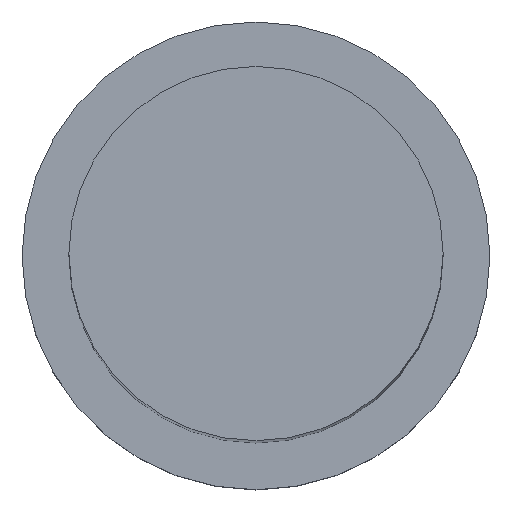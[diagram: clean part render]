
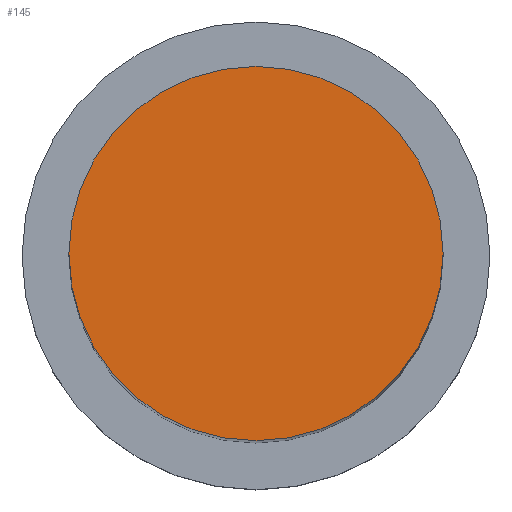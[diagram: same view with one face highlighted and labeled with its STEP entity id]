
A CAD part, top view. The second image highlights one B-rep face of the part: STEP entity #145.
In plain terms, the highlighted planar face has unit normal (0, 0, 1).
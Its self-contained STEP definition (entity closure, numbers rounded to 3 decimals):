
#4 = DIRECTION ( 'NONE',  ( 0., 0., 1. ) ) ;
#6 = DIRECTION ( 'NONE',  ( 0., 0., 1. ) ) ;
#20 = DIRECTION ( 'NONE',  ( 1., 0., 0. ) ) ;
#23 = FACE_OUTER_BOUND ( 'NONE', #74, .T. ) ;
#39 = AXIS2_PLACEMENT_3D ( 'NONE', #163, #155, #247 ) ;
#53 = ORIENTED_EDGE ( 'NONE', *, *, #157, .T. ) ;
#57 = CARTESIAN_POINT ( 'NONE',  ( 0., 0., 125. ) ) ;
#71 = PLANE ( 'NONE',  #111 ) ;
#74 = EDGE_LOOP ( 'NONE', ( #188, #53 ) ) ;
#75 = DIRECTION ( 'NONE',  ( 1., 0., 0. ) ) ;
#90 = VERTEX_POINT ( 'NONE', #238 ) ;
#99 = VERTEX_POINT ( 'NONE', #205 ) ;
#111 = AXIS2_PLACEMENT_3D ( 'NONE', #224, #6, #75 ) ;
#123 = AXIS2_PLACEMENT_3D ( 'NONE', #57, #4, #20 ) ;
#134 = EDGE_CURVE ( 'NONE', #90, #99, #215, .T. ) ;
#145 = ADVANCED_FACE ( 'NONE', ( #23 ), #71, .T. ) ;
#149 = CIRCLE ( 'NONE', #39, 16. ) ;
#155 = DIRECTION ( 'NONE',  ( 0., 0., 1. ) ) ;
#157 = EDGE_CURVE ( 'NONE', #99, #90, #149, .T. ) ;
#163 = CARTESIAN_POINT ( 'NONE',  ( 0., 0., 125. ) ) ;
#188 = ORIENTED_EDGE ( 'NONE', *, *, #134, .T. ) ;
#205 = CARTESIAN_POINT ( 'NONE',  ( 16., 0., 125. ) ) ;
#215 = CIRCLE ( 'NONE', #123, 16. ) ;
#224 = CARTESIAN_POINT ( 'NONE',  ( 0., 0., 125. ) ) ;
#238 = CARTESIAN_POINT ( 'NONE',  ( -16., 0., 125. ) ) ;
#247 = DIRECTION ( 'NONE',  ( 1., 0., 0. ) ) ;
